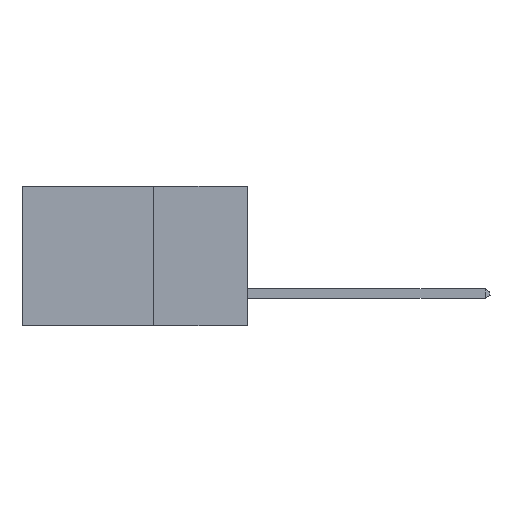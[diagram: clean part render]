
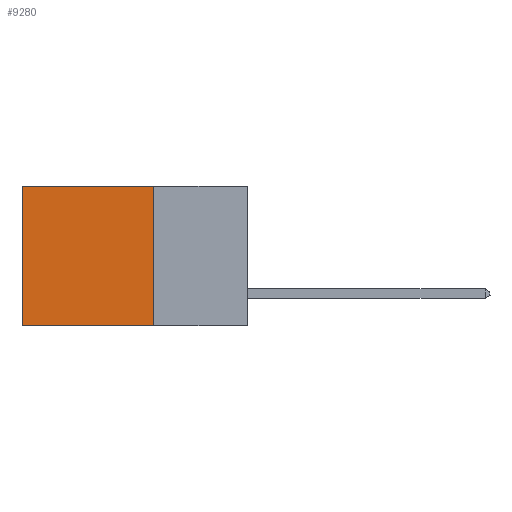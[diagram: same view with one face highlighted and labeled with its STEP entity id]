
A CAD part, left-side view. The second image highlights one B-rep face of the part: STEP entity #9280.
In plain terms, the highlighted planar face has unit normal (-1, 0, 0).
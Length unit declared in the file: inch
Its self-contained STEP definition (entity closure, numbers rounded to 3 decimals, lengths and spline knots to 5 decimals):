
#98 = LINE ( 'NONE', #4179, #11199 ) ;
#128 = VECTOR ( 'NONE', #4534, 39.37008 ) ;
#182 = CARTESIAN_POINT ( 'NONE',  ( 0.298, 0.25, -0.37 ) ) ;
#481 = AXIS2_PLACEMENT_3D ( 'NONE', #6080, #519, #13614 ) ;
#519 = DIRECTION ( 'NONE',  ( 1., 0., 0. ) ) ;
#657 = LINE ( 'NONE', #1184, #128 ) ;
#676 = VECTOR ( 'NONE', #11932, 39.37008 ) ;
#1184 = CARTESIAN_POINT ( 'NONE',  ( 0.298, 0.25, 0. ) ) ;
#1497 = FACE_OUTER_BOUND ( 'NONE', #10173, .T. ) ;
#1792 = ORIENTED_EDGE ( 'NONE', *, *, #9154, .T. ) ;
#2671 = EDGE_CURVE ( 'NONE', #11002, #3113, #11420, .T. ) ;
#2760 = CARTESIAN_POINT ( 'NONE',  ( 0.298, 0.25, 0. ) ) ;
#3113 = VERTEX_POINT ( 'NONE', #12281 ) ;
#3533 = CARTESIAN_POINT ( 'NONE',  ( 0.298, 0.6, -0.37 ) ) ;
#4179 = CARTESIAN_POINT ( 'NONE',  ( 0.298, 0.6, 0. ) ) ;
#4291 = CARTESIAN_POINT ( 'NONE',  ( 0.298, 0.25, 0. ) ) ;
#4534 = DIRECTION ( 'NONE',  ( 0., 1., 0. ) ) ;
#6080 = CARTESIAN_POINT ( 'NONE',  ( 0.298, 0.25, 0. ) ) ;
#7277 = ORIENTED_EDGE ( 'NONE', *, *, #2671, .F. ) ;
#7998 = CARTESIAN_POINT ( 'NONE',  ( 0.298, 0.6, 0. ) ) ;
#8571 = ORIENTED_EDGE ( 'NONE', *, *, #10331, .T. ) ;
#8753 = ORIENTED_EDGE ( 'NONE', *, *, #13670, .F. ) ;
#9036 = DIRECTION ( 'NONE',  ( 0., 1., 0. ) ) ;
#9154 = EDGE_CURVE ( 'NONE', #11002, #9746, #657, .T. ) ;
#9280 = ADVANCED_FACE ( 'NONE', ( #1497 ), #9368, .F. ) ;
#9368 = PLANE ( 'NONE',  #481 ) ;
#9573 = DIRECTION ( 'NONE',  ( 0., 0., -1. ) ) ;
#9746 = VERTEX_POINT ( 'NONE', #7998 ) ;
#10173 = EDGE_LOOP ( 'NONE', ( #8571, #8753, #7277, #1792 ) ) ;
#10233 = VECTOR ( 'NONE', #9036, 39.37008 ) ;
#10331 = EDGE_CURVE ( 'NONE', #9746, #11903, #98, .T. ) ;
#11002 = VERTEX_POINT ( 'NONE', #2760 ) ;
#11199 = VECTOR ( 'NONE', #9573, 39.37008 ) ;
#11420 = LINE ( 'NONE', #4291, #676 ) ;
#11594 = LINE ( 'NONE', #182, #10233 ) ;
#11903 = VERTEX_POINT ( 'NONE', #3533 ) ;
#11932 = DIRECTION ( 'NONE',  ( 0., 0., -1. ) ) ;
#12281 = CARTESIAN_POINT ( 'NONE',  ( 0.298, 0.25, -0.37 ) ) ;
#13614 = DIRECTION ( 'NONE',  ( 0., 0., -1. ) ) ;
#13670 = EDGE_CURVE ( 'NONE', #3113, #11903, #11594, .T. ) ;
